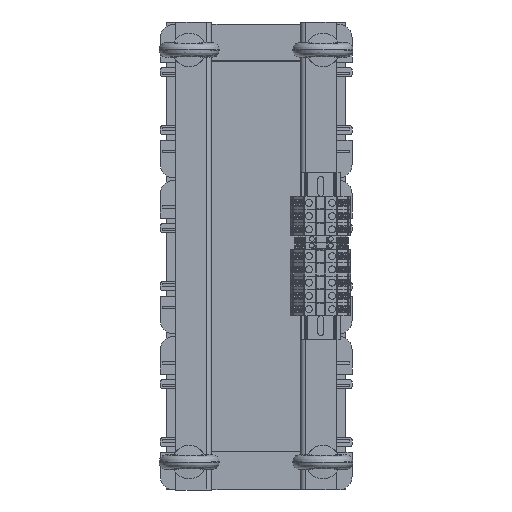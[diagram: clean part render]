
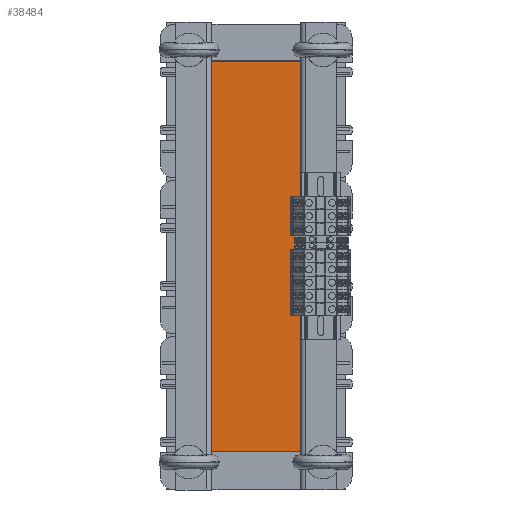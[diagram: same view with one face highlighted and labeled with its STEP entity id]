
A CAD part, left-side view. The second image highlights one B-rep face of the part: STEP entity #38484.
In plain terms, the highlighted planar face has unit normal (-1, 0, 0).
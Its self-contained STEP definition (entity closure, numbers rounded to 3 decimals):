
#4563=FACE_OUTER_BOUND('',#6656,.T.);
#6656=EDGE_LOOP('',(#26073,#26074,#26075,#26076));
#8880=LINE('',#55668,#12863);
#8888=LINE('',#55683,#12871);
#8889=LINE('',#55685,#12872);
#8890=LINE('',#55686,#12873);
#12863=VECTOR('',#44601,10.);
#12871=VECTOR('',#44613,10.);
#12872=VECTOR('',#44616,10.);
#12873=VECTOR('',#44617,10.);
#16844=VERTEX_POINT('',#55665);
#16845=VERTEX_POINT('',#55667);
#16849=VERTEX_POINT('',#55679);
#16850=VERTEX_POINT('',#55681);
#20446=EDGE_CURVE('',#16844,#16845,#8880,.T.);
#20454=EDGE_CURVE('',#16849,#16850,#8888,.T.);
#20455=EDGE_CURVE('',#16844,#16849,#8889,.T.);
#20456=EDGE_CURVE('',#16845,#16850,#8890,.T.);
#26073=ORIENTED_EDGE('',*,*,#20455,.T.);
#26074=ORIENTED_EDGE('',*,*,#20454,.T.);
#26075=ORIENTED_EDGE('',*,*,#20456,.F.);
#26076=ORIENTED_EDGE('',*,*,#20446,.F.);
#37220=PLANE('',#41002);
#38484=ADVANCED_FACE('',(#4563),#37220,.T.);
#41002=AXIS2_PLACEMENT_3D('',#55684,#44614,#44615);
#44601=DIRECTION('',(0.,1.,0.));
#44613=DIRECTION('',(0.,1.,0.));
#44614=DIRECTION('center_axis',(-1.,0.,0.));
#44615=DIRECTION('ref_axis',(0.,0.,1.));
#44616=DIRECTION('',(0.,0.,1.));
#44617=DIRECTION('',(0.,0.,1.));
#55665=CARTESIAN_POINT('',(-350.,0.,0.));
#55667=CARTESIAN_POINT('',(-350.,80.,0.));
#55668=CARTESIAN_POINT('',(-350.,0.,0.));
#55679=CARTESIAN_POINT('',(-350.,0.,350.));
#55681=CARTESIAN_POINT('',(-350.,80.,350.));
#55683=CARTESIAN_POINT('',(-350.,0.,350.));
#55684=CARTESIAN_POINT('Origin',(-350.,0.,0.));
#55685=CARTESIAN_POINT('',(-350.,0.,0.));
#55686=CARTESIAN_POINT('',(-350.,80.,0.));
